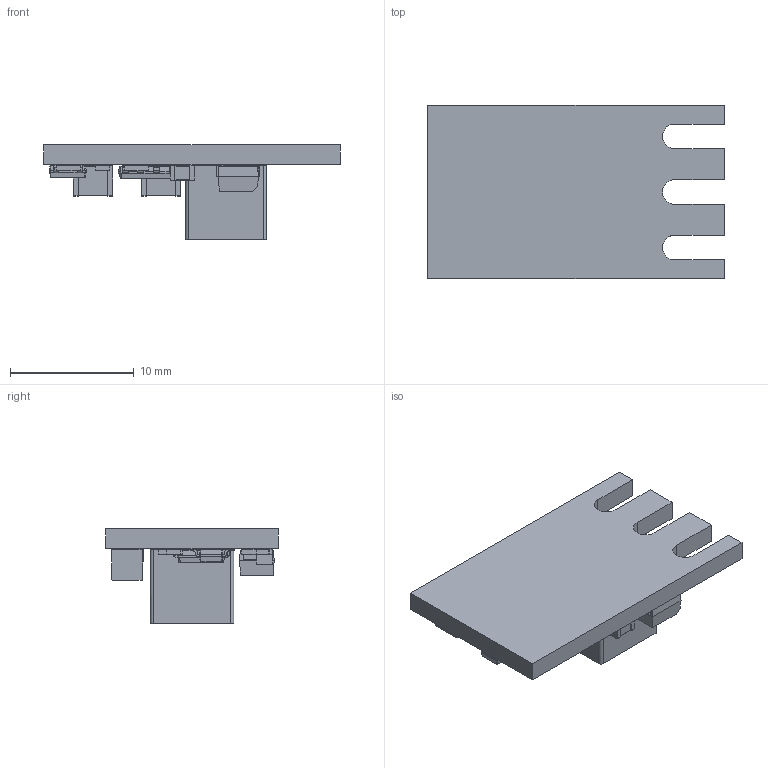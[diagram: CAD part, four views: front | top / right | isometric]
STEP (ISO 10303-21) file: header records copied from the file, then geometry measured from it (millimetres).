
FILE_DESCRIPTION(('KiCad electronic assembly'),'2;1');
FILE_NAME('WEIPU21_SMPS.step','2022-06-27T22:03:29',('Pcbnew'),('Kicad') ,'Open CASCADE STEP processor 7.5','KiCad to STEP converter','Unknown' );
FILE_SCHEMA(('AUTOMOTIVE_DESIGN { 1 0 10303 214 1 1 1 1 }'));
Length unit declared in the file: millimetre
Products named in the file (18): WEIPU21_SMPS 1; SOD-128; COMPOUND; R_0805_2012Metric; SOLID; C_1210_3225Metric; SOT-23W; TI_SO-PowerPAD-8; C_0805_2012Metric; Coilcraft-XAL6060; CP_EIA-3528-21_Kemet-B; WEIPU21_SMPS PCB
Assembly tree (23 placements, depth 3):
  WEIPU21_SMPS 1
    SOD-128
      COMPOUND
    R_0805_2012Metric  x6
      SOLID
    C_1210_3225Metric  x2
      SOLID
    SOT-23W
      SOLID
    TI_SO-PowerPAD-8
      SOLID
    C_0805_2012Metric
      SOLID
    Coilcraft-XAL6060
      SOLID
    CP_EIA-3528-21_Kemet-B
      SOLID
    WEIPU21_SMPS PCB
Bounding box: 24 x 14 x 7.65 mm (x, y, z)
Volume: 857.8 mm3; surface area: 1352.8 mm2
Topology: 18 solids, 18 shells, 647 faces, 1645 edges, 1050 vertices
Faces by surface type: bspline 629, plane 15, cylinder 3
Entity records: 32812 total; most frequent: CARTESIAN_POINT 13440, B_SPLINE_CURVE_WITH_KNOTS 3207, ORIENTED_EDGE 2466, PCURVE 2466, DEFINITIONAL_REPRESENTATION 2466, EDGE_CURVE 1233, SURFACE_CURVE 1232, VERTEX_POINT 782
